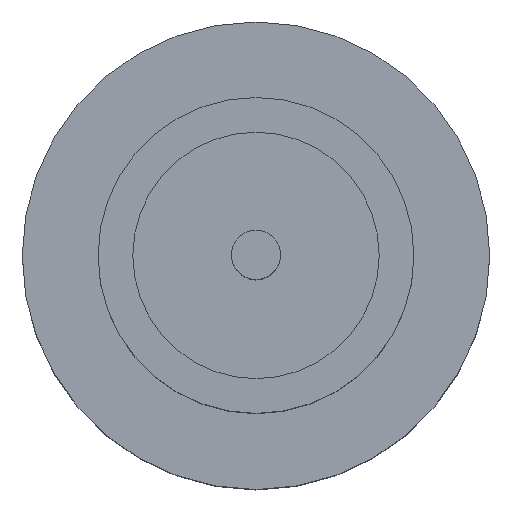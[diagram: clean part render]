
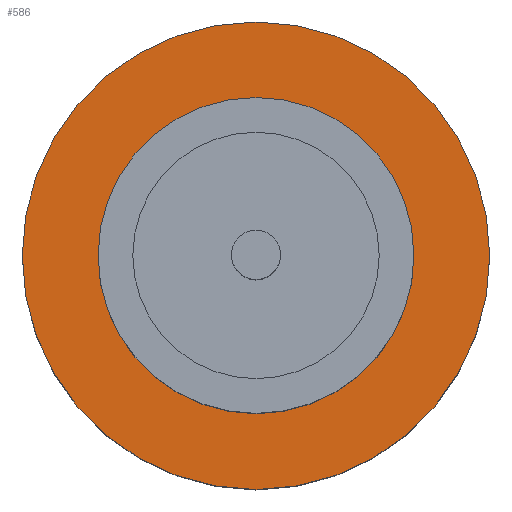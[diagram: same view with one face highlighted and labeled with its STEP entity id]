
A CAD part, top view. The second image highlights one B-rep face of the part: STEP entity #586.
In plain terms, the highlighted planar face has unit normal (0, 0, 1).
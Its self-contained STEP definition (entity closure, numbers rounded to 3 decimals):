
#1 = AXIS2_PLACEMENT_3D ( 'NONE', #239, #56, #347 ) ;
#13 = CARTESIAN_POINT ( 'NONE',  ( 1.25, 0., 1.55 ) ) ;
#17 = CARTESIAN_POINT ( 'NONE',  ( 0., 0., 1.55 ) ) ;
#31 = ORIENTED_EDGE ( 'NONE', *, *, #83, .F. ) ;
#35 = PLANE ( 'NONE',  #749 ) ;
#56 = DIRECTION ( 'NONE',  ( 0., 0., 1. ) ) ;
#57 = AXIS2_PLACEMENT_3D ( 'NONE', #657, #362, #659 ) ;
#83 = EDGE_CURVE ( 'NONE', #544, #496, #291, .T. ) ;
#108 = CARTESIAN_POINT ( 'NONE',  ( -1.85, 0., 1.55 ) ) ;
#111 = EDGE_CURVE ( 'NONE', #151, #633, #557, .T. ) ;
#151 = VERTEX_POINT ( 'NONE', #315 ) ;
#228 = AXIS2_PLACEMENT_3D ( 'NONE', #17, #432, #500 ) ;
#239 = CARTESIAN_POINT ( 'NONE',  ( 0., 0., 1.55 ) ) ;
#251 = DIRECTION ( 'NONE',  ( 0., 0., 1. ) ) ;
#291 = CIRCLE ( 'NONE', #575, 1.25 ) ;
#295 = DIRECTION ( 'NONE',  ( 0., 0., 1. ) ) ;
#315 = CARTESIAN_POINT ( 'NONE',  ( 1.85, 0., 1.55 ) ) ;
#347 = DIRECTION ( 'NONE',  ( 1., 0., 0. ) ) ;
#362 = DIRECTION ( 'NONE',  ( 0., 0., 1. ) ) ;
#383 = CIRCLE ( 'NONE', #228, 1.85 ) ;
#414 = EDGE_CURVE ( 'NONE', #496, #544, #598, .T. ) ;
#418 = DIRECTION ( 'NONE',  ( 1., 0., 0. ) ) ;
#432 = DIRECTION ( 'NONE',  ( 0., 0., 1. ) ) ;
#445 = EDGE_LOOP ( 'NONE', ( #640, #31 ) ) ;
#462 = CARTESIAN_POINT ( 'NONE',  ( 0., 0., 1.55 ) ) ;
#496 = VERTEX_POINT ( 'NONE', #13 ) ;
#500 = DIRECTION ( 'NONE',  ( 1., 0., 0. ) ) ;
#527 = EDGE_LOOP ( 'NONE', ( #536, #690 ) ) ;
#536 = ORIENTED_EDGE ( 'NONE', *, *, #752, .T. ) ;
#544 = VERTEX_POINT ( 'NONE', #660 ) ;
#557 = CIRCLE ( 'NONE', #57, 1.85 ) ;
#575 = AXIS2_PLACEMENT_3D ( 'NONE', #654, #251, #418 ) ;
#586 = ADVANCED_FACE ( 'NONE', ( #665, #679 ), #35, .T. ) ;
#598 = CIRCLE ( 'NONE', #1, 1.25 ) ;
#633 = VERTEX_POINT ( 'NONE', #108 ) ;
#640 = ORIENTED_EDGE ( 'NONE', *, *, #414, .F. ) ;
#654 = CARTESIAN_POINT ( 'NONE',  ( 0., 0., 1.55 ) ) ;
#657 = CARTESIAN_POINT ( 'NONE',  ( 0., 0., 1.55 ) ) ;
#659 = DIRECTION ( 'NONE',  ( 1., 0., 0. ) ) ;
#660 = CARTESIAN_POINT ( 'NONE',  ( -1.25, 0., 1.55 ) ) ;
#665 = FACE_BOUND ( 'NONE', #445, .T. ) ;
#679 = FACE_OUTER_BOUND ( 'NONE', #527, .T. ) ;
#686 = DIRECTION ( 'NONE',  ( 1., 0., 0. ) ) ;
#690 = ORIENTED_EDGE ( 'NONE', *, *, #111, .T. ) ;
#749 = AXIS2_PLACEMENT_3D ( 'NONE', #462, #295, #686 ) ;
#752 = EDGE_CURVE ( 'NONE', #633, #151, #383, .T. ) ;
